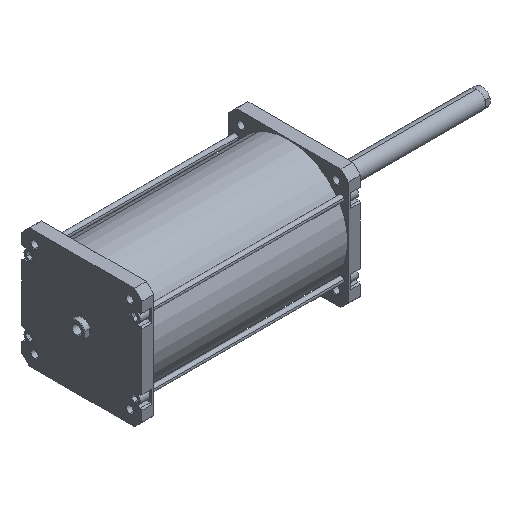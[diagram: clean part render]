
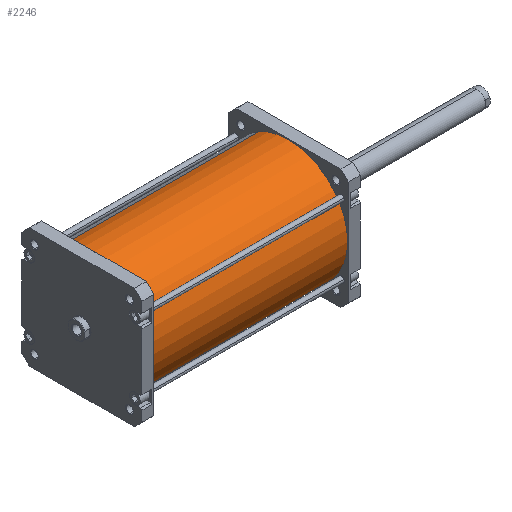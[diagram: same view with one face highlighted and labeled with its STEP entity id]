
A CAD part, isometric view. The second image highlights one B-rep face of the part: STEP entity #2246.
In plain terms, the highlighted cylindrical face has radius 168 mm (diameter 336 mm), a partial arc.
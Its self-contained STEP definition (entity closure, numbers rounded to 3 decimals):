
#601 = EDGE_LOOP ( 'NONE', ( #1056, #1055, #1054, #1053 ) ) ;
#1053 = ORIENTED_EDGE ( 'NONE', *, *, #3697, .T. ) ;
#1054 = ORIENTED_EDGE ( 'NONE', *, *, #3690, .T. ) ;
#1055 = ORIENTED_EDGE ( 'NONE', *, *, #3688, .F. ) ;
#1056 = ORIENTED_EDGE ( 'NONE', *, *, #3685, .F. ) ;
#1282 = FACE_OUTER_BOUND ( 'NONE', #601, .T. ) ;
#1285 = CYLINDRICAL_SURFACE ( 'NONE', #1812, 168. ) ;
#1812 = AXIS2_PLACEMENT_3D ( 'NONE', #2293, #2292, #2290 ) ;
#2021 = AXIS2_PLACEMENT_3D ( 'NONE', #3193, #3202, #3203 ) ;
#2025 = AXIS2_PLACEMENT_3D ( 'NONE', #3218, #3226, #3227 ) ;
#2246 = ADVANCED_FACE ( 'NONE', ( #1282 ), #1285, .T. ) ;
#2290 = DIRECTION ( 'NONE',  ( -1., 0., 0. ) ) ;
#2292 = DIRECTION ( 'NONE',  ( 0., 0., -1. ) ) ;
#2293 = CARTESIAN_POINT ( 'NONE',  ( 0., 0., 552. ) ) ;
#3191 = CARTESIAN_POINT ( 'NONE',  ( 168., 0., 552. ) ) ;
#3193 = CARTESIAN_POINT ( 'NONE',  ( 0., 0., 552. ) ) ;
#3194 = DIRECTION ( 'NONE',  ( 0., 0., -1. ) ) ;
#3202 = DIRECTION ( 'NONE',  ( 0., 0., 1. ) ) ;
#3203 = DIRECTION ( 'NONE',  ( 1., 0., 0. ) ) ;
#3206 = CARTESIAN_POINT ( 'NONE',  ( -168., 0., 552. ) ) ;
#3207 = DIRECTION ( 'NONE',  ( 0., 0., -1. ) ) ;
#3218 = CARTESIAN_POINT ( 'NONE',  ( 0., 0., 0. ) ) ;
#3226 = DIRECTION ( 'NONE',  ( 0., 0., 1. ) ) ;
#3227 = DIRECTION ( 'NONE',  ( 1., 0., 0. ) ) ;
#3685 = EDGE_CURVE ( 'NONE', #5826, #5824, #4050, .T. ) ;
#3688 = EDGE_CURVE ( 'NONE', #5827, #5826, #4065, .T. ) ;
#3690 = EDGE_CURVE ( 'NONE', #5827, #5822, #4066, .T. ) ;
#3697 = EDGE_CURVE ( 'NONE', #5822, #5824, #4076, .T. ) ;
#4050 = LINE ( 'NONE', #3191, #4059 ) ;
#4059 = VECTOR ( 'NONE', #3194, 1000. ) ;
#4065 = CIRCLE ( 'NONE', #2021, 168. ) ;
#4066 = LINE ( 'NONE', #3206, #4067 ) ;
#4067 = VECTOR ( 'NONE', #3207, 1000. ) ;
#4076 = CIRCLE ( 'NONE', #2025, 168. ) ;
#5144 = CARTESIAN_POINT ( 'NONE',  ( -168., 0., 0. ) ) ;
#5146 = CARTESIAN_POINT ( 'NONE',  ( 168., 0., 0. ) ) ;
#5148 = CARTESIAN_POINT ( 'NONE',  ( 168., 0., 552. ) ) ;
#5149 = CARTESIAN_POINT ( 'NONE',  ( -168., 0., 552. ) ) ;
#5822 = VERTEX_POINT ( 'NONE', #5144 ) ;
#5824 = VERTEX_POINT ( 'NONE', #5146 ) ;
#5826 = VERTEX_POINT ( 'NONE', #5148 ) ;
#5827 = VERTEX_POINT ( 'NONE', #5149 ) ;
